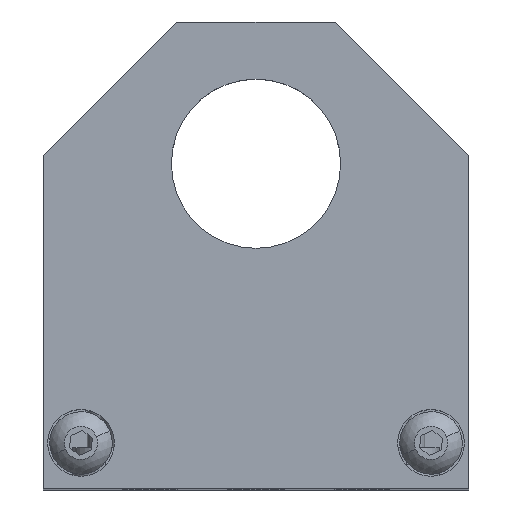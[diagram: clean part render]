
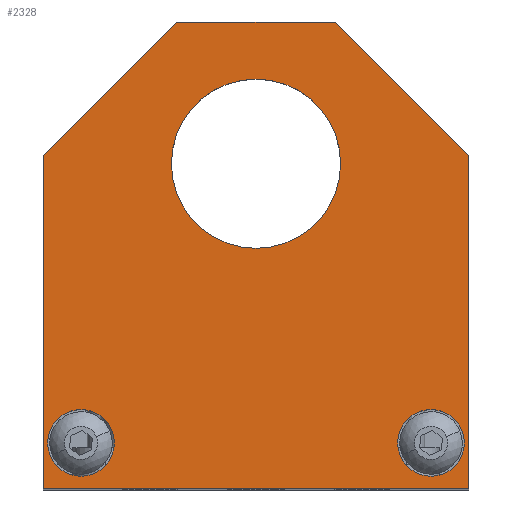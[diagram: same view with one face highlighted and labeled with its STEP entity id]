
A CAD part, top view. The second image highlights one B-rep face of the part: STEP entity #2328.
In plain terms, the highlighted planar face has unit normal (0, 0, 1).
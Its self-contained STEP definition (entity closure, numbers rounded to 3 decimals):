
#28 = CARTESIAN_POINT ( 'NONE',  ( -21., -5.5, 6. ) ) ;
#42 = DIRECTION ( 'NONE',  ( 0., 0., -1. ) ) ;
#76 = ORIENTED_EDGE ( 'NONE', *, *, #973, .F. ) ;
#114 = CARTESIAN_POINT ( 'NONE',  ( 21., -5.5, 6. ) ) ;
#116 = EDGE_CURVE ( 'NONE', #1532, #355, #1217, .T. ) ;
#154 = CARTESIAN_POINT ( 'NONE',  ( -10.15, 28., 6. ) ) ;
#204 = DIRECTION ( 'NONE',  ( 0., -1., 0. ) ) ;
#233 = CARTESIAN_POINT ( 'NONE',  ( 25.5, 29., 6. ) ) ;
#270 = VERTEX_POINT ( 'NONE', #825 ) ;
#272 = CARTESIAN_POINT ( 'NONE',  ( -25., -5.5, 6. ) ) ;
#273 = CARTESIAN_POINT ( 'NONE',  ( 17., -5.5, 6. ) ) ;
#276 = FACE_OUTER_BOUND ( 'NONE', #998, .T. ) ;
#287 = ORIENTED_EDGE ( 'NONE', *, *, #3662, .F. ) ;
#296 = CARTESIAN_POINT ( 'NONE',  ( -9.5, 45., 6. ) ) ;
#355 = VERTEX_POINT ( 'NONE', #2979 ) ;
#430 = DIRECTION ( 'NONE',  ( 1., 0., 0. ) ) ;
#475 = VERTEX_POINT ( 'NONE', #768 ) ;
#477 = LINE ( 'NONE', #3042, #2146 ) ;
#529 = DIRECTION ( 'NONE',  ( 1., 0., 0. ) ) ;
#578 = CARTESIAN_POINT ( 'NONE',  ( 0., 54.5, 6. ) ) ;
#637 = LINE ( 'NONE', #296, #1510 ) ;
#739 = VERTEX_POINT ( 'NONE', #273 ) ;
#768 = CARTESIAN_POINT ( 'NONE',  ( 10.15, 28., 6. ) ) ;
#825 = CARTESIAN_POINT ( 'NONE',  ( -9.5, 45., 6. ) ) ;
#917 = LINE ( 'NONE', #3489, #2769 ) ;
#954 = VECTOR ( 'NONE', #204, 1000. ) ;
#973 = EDGE_CURVE ( 'NONE', #3077, #2818, #477, .T. ) ;
#985 = EDGE_CURVE ( 'NONE', #2818, #270, #1786, .T. ) ;
#998 = EDGE_LOOP ( 'NONE', ( #2256, #76, #1219, #3198, #2091, #3261 ) ) ;
#1042 = DIRECTION ( 'NONE',  ( -1., 0., 0. ) ) ;
#1089 = EDGE_CURVE ( 'NONE', #3553, #475, #1090, .T. ) ;
#1090 = CIRCLE ( 'NONE', #1447, 10.15 ) ;
#1096 = VECTOR ( 'NONE', #1042, 1000. ) ;
#1162 = DIRECTION ( 'NONE',  ( 0.707, 0.707, 0. ) ) ;
#1208 = EDGE_LOOP ( 'NONE', ( #287, #2781 ) ) ;
#1217 = CIRCLE ( 'NONE', #3307, 4. ) ;
#1219 = ORIENTED_EDGE ( 'NONE', *, *, #1751, .F. ) ;
#1261 = CARTESIAN_POINT ( 'NONE',  ( 9.5, 45., 6. ) ) ;
#1322 = CARTESIAN_POINT ( 'NONE',  ( 25.5, -11., 6. ) ) ;
#1381 = DIRECTION ( 'NONE',  ( -1., 0., 0. ) ) ;
#1438 = ORIENTED_EDGE ( 'NONE', *, *, #1089, .T. ) ;
#1442 = CARTESIAN_POINT ( 'NONE',  ( 0., 28., 6. ) ) ;
#1447 = AXIS2_PLACEMENT_3D ( 'NONE', #2609, #42, #3484 ) ;
#1464 = DIRECTION ( 'NONE',  ( 0., 0., 1. ) ) ;
#1472 = CARTESIAN_POINT ( 'NONE',  ( -25.5, 29., 6. ) ) ;
#1477 = FACE_BOUND ( 'NONE', #3119, .T. ) ;
#1501 = VECTOR ( 'NONE', #1162, 1000. ) ;
#1510 = VECTOR ( 'NONE', #430, 1000. ) ;
#1520 = ORIENTED_EDGE ( 'NONE', *, *, #116, .F. ) ;
#1523 = VERTEX_POINT ( 'NONE', #233 ) ;
#1532 = VERTEX_POINT ( 'NONE', #272 ) ;
#1657 = CARTESIAN_POINT ( 'NONE',  ( 25.5, -11., 6. ) ) ;
#1692 = CIRCLE ( 'NONE', #2709, 4. ) ;
#1751 = EDGE_CURVE ( 'NONE', #3410, #3077, #2187, .T. ) ;
#1786 = LINE ( 'NONE', #1472, #1501 ) ;
#1828 = CARTESIAN_POINT ( 'NONE',  ( -25.5, -11., 6. ) ) ;
#1844 = ORIENTED_EDGE ( 'NONE', *, *, #2337, .F. ) ;
#1856 = DIRECTION ( 'NONE',  ( 1., 0., 0. ) ) ;
#1861 = CIRCLE ( 'NONE', #2883, 4. ) ;
#1871 = DIRECTION ( 'NONE',  ( 0., 0., 1. ) ) ;
#1890 = DIRECTION ( 'NONE',  ( 0., 1., 0. ) ) ;
#2091 = ORIENTED_EDGE ( 'NONE', *, *, #2355, .F. ) ;
#2146 = VECTOR ( 'NONE', #1890, 1000. ) ;
#2152 = EDGE_CURVE ( 'NONE', #739, #3052, #1861, .T. ) ;
#2187 = LINE ( 'NONE', #1322, #1096 ) ;
#2198 = EDGE_CURVE ( 'NONE', #270, #3217, #637, .T. ) ;
#2238 = DIRECTION ( 'NONE',  ( 1., 0., 0. ) ) ;
#2241 = LINE ( 'NONE', #2775, #954 ) ;
#2256 = ORIENTED_EDGE ( 'NONE', *, *, #985, .F. ) ;
#2328 = ADVANCED_FACE ( 'NONE', ( #2843, #2879, #1477, #276 ), #2555, .T. ) ;
#2337 = EDGE_CURVE ( 'NONE', #355, #1532, #1692, .T. ) ;
#2355 = EDGE_CURVE ( 'NONE', #3217, #1523, #917, .T. ) ;
#2425 = DIRECTION ( 'NONE',  ( 0., 0., 1. ) ) ;
#2510 = CARTESIAN_POINT ( 'NONE',  ( -25.5, 29., 6. ) ) ;
#2555 = PLANE ( 'NONE',  #2646 ) ;
#2609 = CARTESIAN_POINT ( 'NONE',  ( 0., 28., 6. ) ) ;
#2646 = AXIS2_PLACEMENT_3D ( 'NONE', #578, #1464, #3692 ) ;
#2709 = AXIS2_PLACEMENT_3D ( 'NONE', #28, #3147, #2238 ) ;
#2769 = VECTOR ( 'NONE', #3521, 1000. ) ;
#2775 = CARTESIAN_POINT ( 'NONE',  ( 25.5, 29., 6. ) ) ;
#2781 = ORIENTED_EDGE ( 'NONE', *, *, #2152, .F. ) ;
#2788 = CARTESIAN_POINT ( 'NONE',  ( -21., -5.5, 6. ) ) ;
#2818 = VERTEX_POINT ( 'NONE', #2510 ) ;
#2843 = FACE_BOUND ( 'NONE', #2993, .T. ) ;
#2865 = EDGE_CURVE ( 'NONE', #1523, #3410, #2241, .T. ) ;
#2879 = FACE_BOUND ( 'NONE', #1208, .T. ) ;
#2883 = AXIS2_PLACEMENT_3D ( 'NONE', #3636, #3093, #529 ) ;
#2979 = CARTESIAN_POINT ( 'NONE',  ( -17., -5.5, 6. ) ) ;
#2993 = EDGE_LOOP ( 'NONE', ( #1438, #3586 ) ) ;
#3042 = CARTESIAN_POINT ( 'NONE',  ( -25.5, -11., 6. ) ) ;
#3052 = VERTEX_POINT ( 'NONE', #3291 ) ;
#3077 = VERTEX_POINT ( 'NONE', #1828 ) ;
#3093 = DIRECTION ( 'NONE',  ( 0., 0., 1. ) ) ;
#3119 = EDGE_LOOP ( 'NONE', ( #1844, #1520 ) ) ;
#3147 = DIRECTION ( 'NONE',  ( 0., 0., 1. ) ) ;
#3198 = ORIENTED_EDGE ( 'NONE', *, *, #2865, .F. ) ;
#3217 = VERTEX_POINT ( 'NONE', #1261 ) ;
#3261 = ORIENTED_EDGE ( 'NONE', *, *, #2198, .F. ) ;
#3277 = CIRCLE ( 'NONE', #3458, 10.15 ) ;
#3291 = CARTESIAN_POINT ( 'NONE',  ( 25., -5.5, 6. ) ) ;
#3307 = AXIS2_PLACEMENT_3D ( 'NONE', #2788, #1871, #3367 ) ;
#3367 = DIRECTION ( 'NONE',  ( 1., 0., 0. ) ) ;
#3370 = EDGE_CURVE ( 'NONE', #475, #3553, #3277, .T. ) ;
#3410 = VERTEX_POINT ( 'NONE', #1657 ) ;
#3458 = AXIS2_PLACEMENT_3D ( 'NONE', #1442, #3688, #1381 ) ;
#3484 = DIRECTION ( 'NONE',  ( -1., 0., 0. ) ) ;
#3489 = CARTESIAN_POINT ( 'NONE',  ( 25.5, 29., 6. ) ) ;
#3504 = CIRCLE ( 'NONE', #3561, 4. ) ;
#3521 = DIRECTION ( 'NONE',  ( 0.707, -0.707, 0. ) ) ;
#3553 = VERTEX_POINT ( 'NONE', #154 ) ;
#3561 = AXIS2_PLACEMENT_3D ( 'NONE', #114, #2425, #1856 ) ;
#3586 = ORIENTED_EDGE ( 'NONE', *, *, #3370, .T. ) ;
#3636 = CARTESIAN_POINT ( 'NONE',  ( 21., -5.5, 6. ) ) ;
#3662 = EDGE_CURVE ( 'NONE', #3052, #739, #3504, .T. ) ;
#3688 = DIRECTION ( 'NONE',  ( 0., 0., -1. ) ) ;
#3692 = DIRECTION ( 'NONE',  ( 1., 0., 0. ) ) ;
